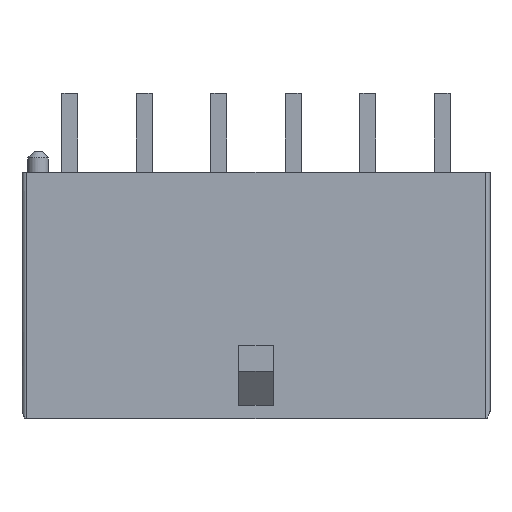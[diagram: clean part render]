
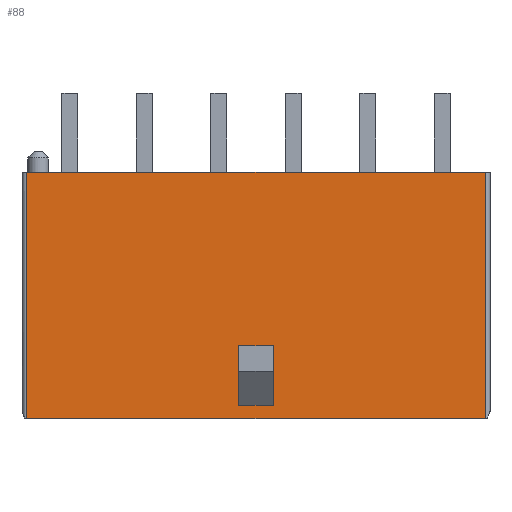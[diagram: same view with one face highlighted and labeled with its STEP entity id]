
A CAD part, top view. The second image highlights one B-rep face of the part: STEP entity #88.
In plain terms, the highlighted planar face has unit normal (0, 0, 1).
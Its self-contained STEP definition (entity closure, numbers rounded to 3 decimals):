
#55=FACE_BOUND('',#422,.T.);
#56=FACE_BOUND('',#423,.T.);
#88=ADVANCED_FACE('',(#55,#56),#205,.F.);
#205=PLANE('',#2147);
#422=EDGE_LOOP('',(#565,#566,#567,#568));
#423=EDGE_LOOP('',(#569,#570,#571,#572));
#565=ORIENTED_EDGE('',*,*,#1326,.T.);
#566=ORIENTED_EDGE('',*,*,#1327,.F.);
#567=ORIENTED_EDGE('',*,*,#1328,.F.);
#568=ORIENTED_EDGE('',*,*,#1329,.T.);
#569=ORIENTED_EDGE('',*,*,#1330,.F.);
#570=ORIENTED_EDGE('',*,*,#1331,.T.);
#571=ORIENTED_EDGE('',*,*,#1332,.T.);
#572=ORIENTED_EDGE('',*,*,#1333,.F.);
#1135=VERTEX_POINT('',#2829);
#1136=VERTEX_POINT('',#2830);
#1137=VERTEX_POINT('',#2832);
#1138=VERTEX_POINT('',#2834);
#1139=VERTEX_POINT('',#2837);
#1140=VERTEX_POINT('',#2838);
#1141=VERTEX_POINT('',#2840);
#1142=VERTEX_POINT('',#2842);
#1326=EDGE_CURVE('',#1135,#1136,#1611,.T.);
#1327=EDGE_CURVE('',#1137,#1136,#1612,.T.);
#1328=EDGE_CURVE('',#1138,#1137,#1613,.T.);
#1329=EDGE_CURVE('',#1138,#1135,#1614,.T.);
#1330=EDGE_CURVE('',#1139,#1140,#1615,.T.);
#1331=EDGE_CURVE('',#1139,#1141,#1616,.T.);
#1332=EDGE_CURVE('',#1141,#1142,#1617,.T.);
#1333=EDGE_CURVE('',#1140,#1142,#1618,.T.);
#1611=LINE('',#2828,#1881);
#1612=LINE('',#2831,#1882);
#1613=LINE('',#2833,#1883);
#1614=LINE('',#2835,#1884);
#1615=LINE('',#2836,#1885);
#1616=LINE('',#2839,#1886);
#1617=LINE('',#2841,#1887);
#1618=LINE('',#2843,#1888);
#1881=VECTOR('',#2288,1.);
#1882=VECTOR('',#2289,1.);
#1883=VECTOR('',#2290,1.);
#1884=VECTOR('',#2291,1.);
#1885=VECTOR('',#2292,1.);
#1886=VECTOR('',#2293,1.);
#1887=VECTOR('',#2294,1.);
#1888=VECTOR('',#2295,1.);
#2147=AXIS2_PLACEMENT_3D('',#2844,#2296,#2297);
#2288=DIRECTION('',(1.,0.,0.));
#2289=DIRECTION('',(0.,-1.,0.));
#2290=DIRECTION('',(1.,0.,0.));
#2291=DIRECTION('',(0.,-1.,0.));
#2292=DIRECTION('',(0.,1.,0.));
#2293=DIRECTION('',(-1.,0.,0.));
#2294=DIRECTION('',(0.,1.,0.));
#2295=DIRECTION('',(-1.,0.,0.));
#2296=DIRECTION('',(0.,0.,-1.));
#2297=DIRECTION('',(-1.,0.,0.));
#2828=CARTESIAN_POINT('',(-9.225,0.,4.18));
#2829=CARTESIAN_POINT('',(-9.225,0.,4.18));
#2830=CARTESIAN_POINT('',(9.225,0.,4.18));
#2831=CARTESIAN_POINT('',(9.225,9.91,4.18));
#2832=CARTESIAN_POINT('',(9.225,9.91,4.18));
#2833=CARTESIAN_POINT('',(-9.225,9.91,4.18));
#2834=CARTESIAN_POINT('',(-9.225,9.91,4.18));
#2835=CARTESIAN_POINT('',(-9.225,9.91,4.18));
#2836=CARTESIAN_POINT('',(0.7,0.536,4.18));
#2837=CARTESIAN_POINT('',(0.7,0.536,4.18));
#2838=CARTESIAN_POINT('',(0.7,2.92,4.18));
#2839=CARTESIAN_POINT('',(0.7,0.536,4.18));
#2840=CARTESIAN_POINT('',(-0.7,0.536,4.18));
#2841=CARTESIAN_POINT('',(-0.7,0.536,4.18));
#2842=CARTESIAN_POINT('',(-0.7,2.92,4.18));
#2843=CARTESIAN_POINT('',(0.7,2.92,4.18));
#2844=CARTESIAN_POINT('',(-9.225,9.91,4.18));
